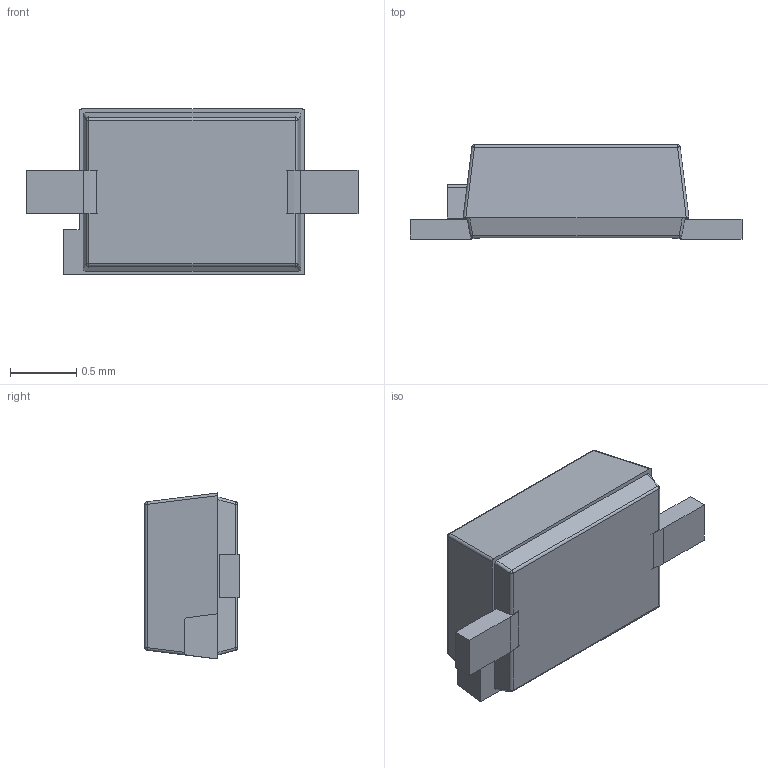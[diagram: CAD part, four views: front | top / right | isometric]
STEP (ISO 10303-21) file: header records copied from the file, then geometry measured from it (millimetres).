
FILE_DESCRIPTION (( '3D model for products with SOD323F package' ), '1' );
FILE_NAME ('SOD323F.step', '2018-08-29T08:42:56', ( 'Packaging R&D' ), ( 'Nexperia' ), 'SwSTEP 2.0', '', '' );
FILE_SCHEMA (( 'AUTOMOTIVE_DESIGN' ));
Length unit declared in the file: millimetre
Products named in the file (4): SOT323F Upper body; SOT323F Lower body; SOD323F Lead; SOT323F step
Assembly tree (3 placements, depth 2):
  SOT323F step
    SOD323F Lead
    SOT323F Lower body
    SOT323F Upper body
Bounding box: 2.5 x 0.71 x 1.25 mm (x, y, z)
Volume: 1.4 mm3; surface area: 14.6 mm2
Topology: 4 solids, 4 shells, 133 faces, 350 edges, 220 vertices
Faces by surface type: plane 72, cylinder 53, sphere 8
Entity records: 4334 total; most frequent: CARTESIAN_POINT 731, DIRECTION 706, ORIENTED_EDGE 684, EDGE_CURVE 342, LINE 236, VECTOR 236, AXIS2_PLACEMENT_3D 235, VERTEX_POINT 220
